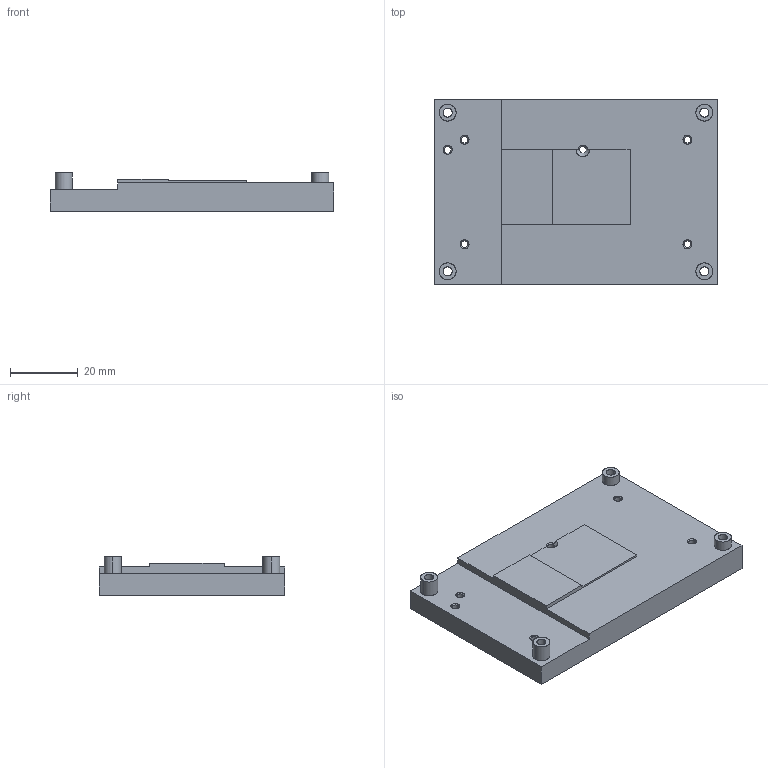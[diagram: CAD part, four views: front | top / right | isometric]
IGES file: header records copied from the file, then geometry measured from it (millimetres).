
Start section: SolidWorks IGES file using analytic representation for surfaces
Global section: file name: E58217D4-93DE-43E6-A4DC-2A25A99C43FA.IGS; native system: SolidWorks 2010; preprocessor: SolidWorks 2010; author: partstream; date: 100426.081656; units: millimetre
Bounding box: 84 x 55 x 11.4 mm (x, y, z)
Surface area: 12574.9 mm2 (no closed solid volume)
Topology: 0 solids, 0 shells, 83 faces, 1492 edges, 1492 vertices
Faces by surface type: revolution 60, bspline 23
